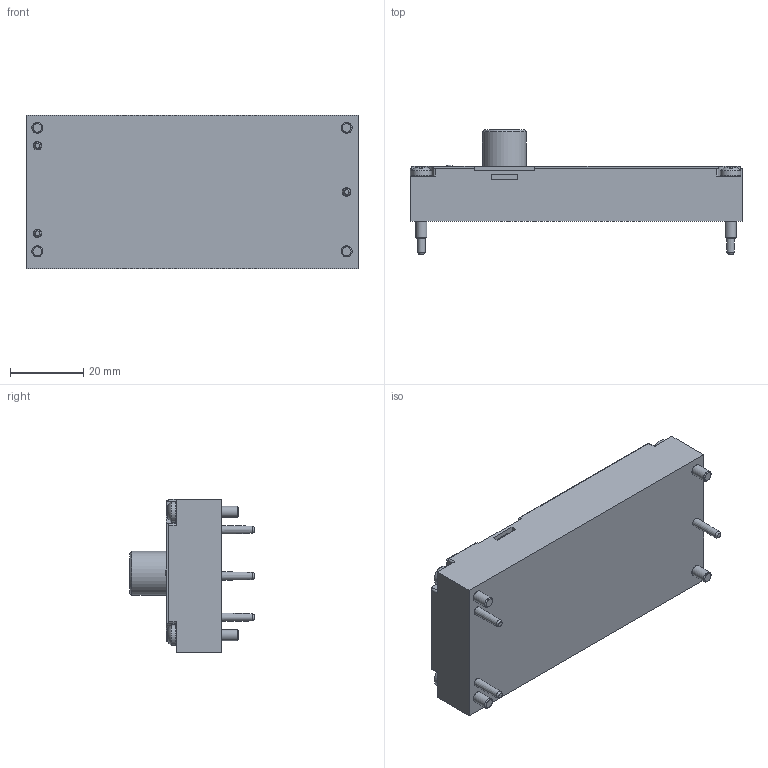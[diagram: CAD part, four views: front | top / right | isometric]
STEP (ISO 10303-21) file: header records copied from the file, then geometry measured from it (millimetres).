
FILE_DESCRIPTION(/* description */ ('STEP AP214'),/* implementation_level */ '2;1');
FILE_NAME(/* name */ '573384_VAEM-L1-S-8-PT',/* time_stamp */ '2024-09-16T06:39:25+02:00',/* author */ ('License CC BY-ND 4.0'),/* organization */ ('CADENAS'),/* preprocessor_version */ 'ST-DEVELOPER v19.3',/* originating_system */ 'PARTsolutions',/* authorisation */ ' ');
FILE_SCHEMA (('AUTOMOTIVE_DESIGN {1 0 10303 214 3 1 1}'));
Length unit declared in the file: millimetre
Products named in the file (3): 573384 VAEM-L1-S-8-PT---(0); 573384 VAEM-L1-S-8-PT---(0)_p; 1426888 F-M3x17-10.9
Assembly tree (5 placements, depth 2):
  573384 VAEM-L1-S-8-PT---(0)
    573384 VAEM-L1-S-8-PT---(0)_p
    1426888 F-M3x17-10.9  x4
Bounding box: 90.5 x 34 x 41.85 mm (x, y, z)
Volume: 55786.4 mm3; surface area: 14728.8 mm2
Topology: 5 solids, 5 shells, 260 faces, 633 edges, 409 vertices
Faces by surface type: plane 106, cylinder 99, cone 42, torus 12, sphere 1
Full cylindrical faces by diameter (mm): 1 x5, 2.5 x3, 2.6 x4, 2.8 x4, 3 x4, 3.2 x3, 4.6 x2, 5.6 x4, 12 x1, 18 x1
Entity records: 5520 total; most frequent: CARTESIAN_POINT 839, DIRECTION 788, ORIENTED_EDGE 692, EDGE_CURVE 346, AXIS2_PLACEMENT_3D 297, VERTEX_POINT 250, EDGE_LOOP 234, FACE_BOUND 234
